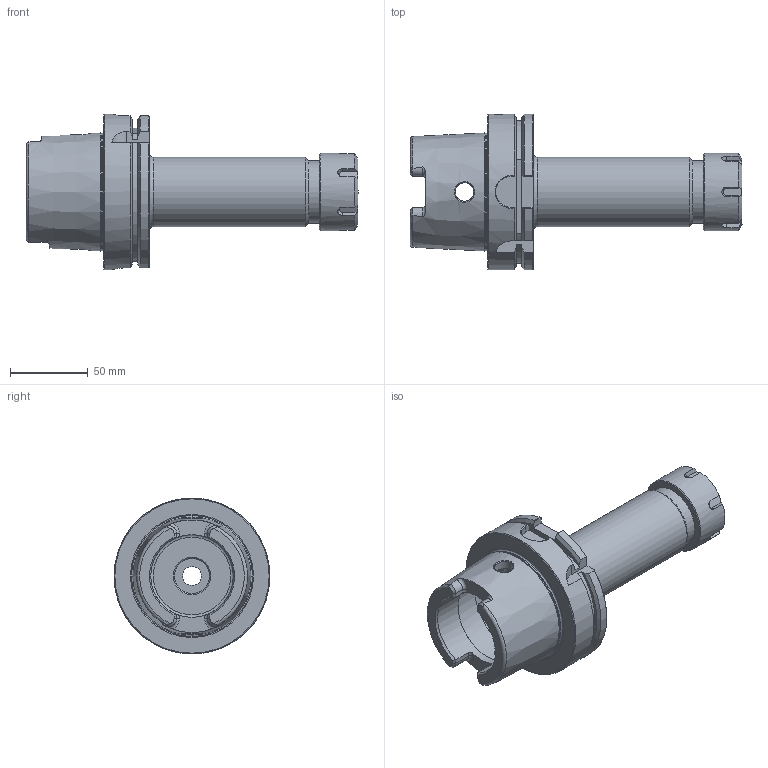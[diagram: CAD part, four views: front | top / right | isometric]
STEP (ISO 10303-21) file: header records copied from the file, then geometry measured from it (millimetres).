
FILE_DESCRIPTION((''),'2;1');
FILE_NAME('H100-32ERP642.stp','2014-08-11T09:49:28',('kaykin'),(''),'Autodesk Inventor 2012','Autodesk Inventor 2012','');
FILE_SCHEMA(('AUTOMOTIVE_DESIGN { 1 0 10303 214 1 1 1 1 }'));
Length unit declared in the file: inch
Products named in the file (3): H100-32ERP642; H100-32ER630-1; 32ERPN
Assembly tree (2 placements, depth 2):
  H100-32ERP642
    H100-32ER630-1
    32ERPN
Bounding box: 213.07 x 100 x 100 mm (x, y, z)
Volume: 406670.9 mm3; surface area: 82738 mm2
Topology: 2 solids, 2 shells, 176 faces, 444 edges, 278 vertices
Faces by surface type: plane 66, cylinder 41, cone 40, torus 18, bspline 11
Full cylindrical faces by diameter (mm): 10 x1, 12 x3, 20.371 x1, 22.377 x1, 23.5 x1, 25.016 x1, 27 x1, 30.48 x1, 33.147 x1, 38.684 x1, 40 x1, 40.513 x1, 44.45 x1, 49.733 x1, 53 x2, 63 x1, 75.364 x1, 100 x1
Entity records: 5979 total; most frequent: CARTESIAN_POINT 2015, ORIENTED_EDGE 754, DIRECTION 741, EDGE_CURVE 377, AXIS2_PLACEMENT_3D 308, VERTEX_POINT 264, EDGE_LOOP 243, FACE_OUTER_BOUND 176
